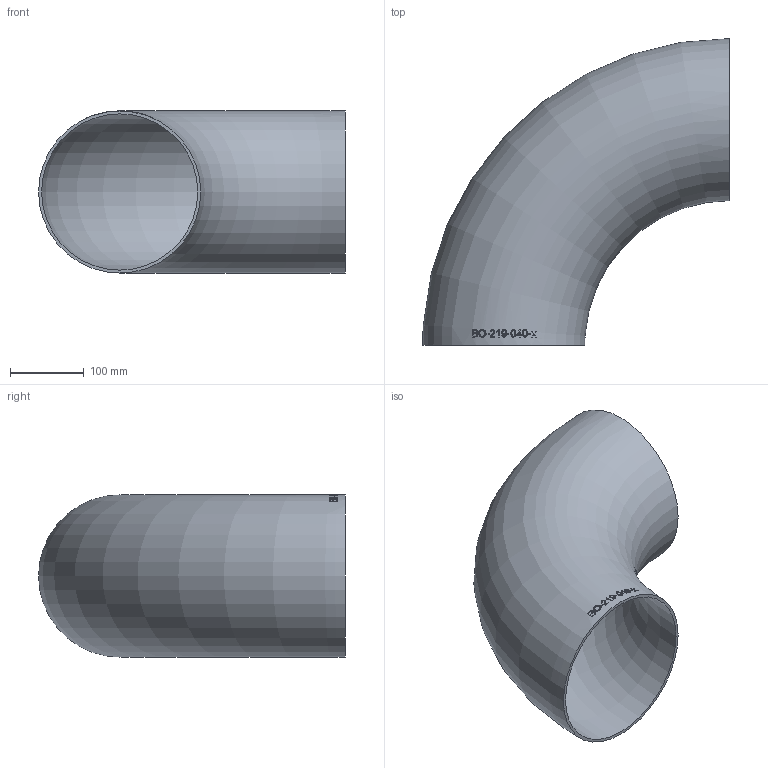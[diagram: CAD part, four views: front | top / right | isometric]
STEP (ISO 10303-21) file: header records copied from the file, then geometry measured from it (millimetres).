
FILE_DESCRIPTION (( 'STEP AP214' ), '1' );
FILE_NAME ('BO-219-040-x Bogen 1910.STEP', '2019-10-30T09:40:32', ( '' ), ( '' ), 'SwSTEP 2.0', 'SolidWorks 2016', '' );
FILE_SCHEMA (( 'AUTOMOTIVE_DESIGN' ));
Length unit declared in the file: millimetre
Products named in the file (1): BO-219-040-x Bogen 1910
Bounding box: 414.55 x 414.55 x 219.1 mm (x, y, z)
Volume: 1294974.2 mm3; surface area: 652951.4 mm2
Topology: 1 solids, 1 shells, 137 faces, 352 edges, 235 vertices
Faces by surface type: plane 60, bspline 55, torus 22
Entity records: 7385 total; most frequent: CARTESIAN_POINT 3296, ORIENTED_EDGE 686, EDGE_CURVE 343, DIRECTION 285, VERTEX_POINT 230, B_SPLINE_CURVE_WITH_KNOTS 226, EDGE_LOOP 159, FACE_OUTER_BOUND 138
